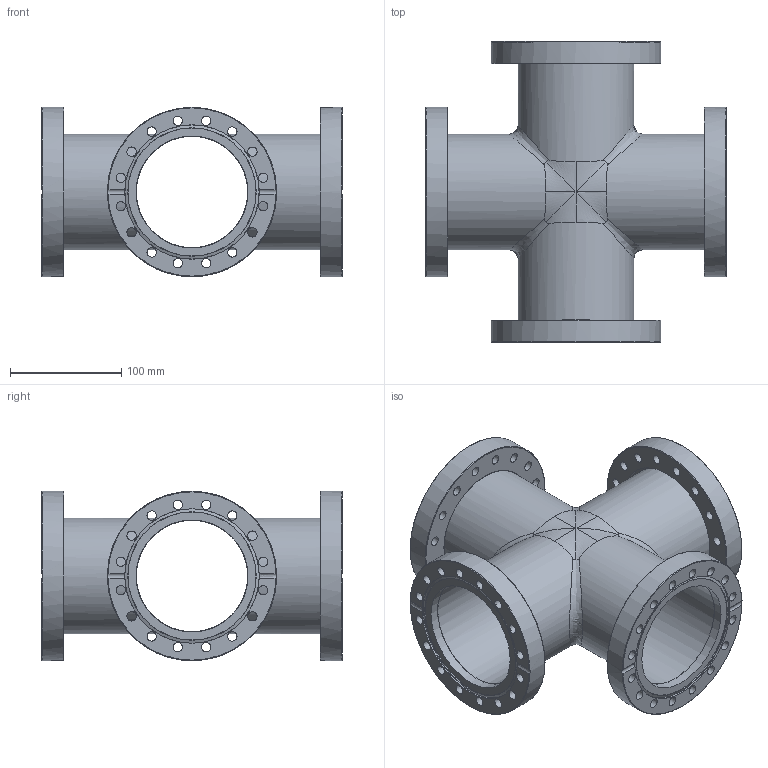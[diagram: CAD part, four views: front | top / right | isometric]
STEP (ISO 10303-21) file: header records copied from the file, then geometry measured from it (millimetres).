
FILE_DESCRIPTION((''),'2;1');
FILE_NAME('X100RS-304.stp','2009-04-30T15:25:35',('hasers'),(''),'Autodesk Inventor 2008','Autodesk Inventor 2008','');
FILE_SCHEMA(('AUTOMOTIVE_DESIGN { 1 0 10303 214 1 1 1 1 }'));
Length unit declared in the file: millimetre
Products named in the file (5): X100RS-304; Rohre [Subject [Summary]=T-Collar][Keywords [Summary]=1.4301][Title [Summary]=X100-CF]; CF-07 [Keywords [Summary]=1.4301][Company [Summary]=Vacom][Title [Summary]=F100B104]; CF-R [Subject [Summary]=-304][Title [Summary]=F100RIB104]; CF-R [Subject [Summary]=-304][Title [Summary]=F100RO]
Assembly tree (7 placements, depth 2):
  X100RS-304
    Rohre [Subject [Summary]=T-Collar][Keywords [Summary]=1.4301][Title [Summary]=X100-CF]
    CF-07 [Keywords [Summary]=1.4301][Company [Summary]=Vacom][Title [Summary]=F100B104]  x2
    CF-R [Subject [Summary]=-304][Title [Summary]=F100RIB104]  x2
    CF-R [Subject [Summary]=-304][Title [Summary]=F100RO]  x2
Bounding box: 270 x 270 x 152 mm (x, y, z)
Volume: 929919.6 mm3; surface area: 439393.7 mm2
Topology: 7 solids, 7 shells, 204 faces, 585 edges, 397 vertices
Faces by surface type: bspline 120, cylinder 28, plane 24, torus 22, cone 10
Full cylindrical faces by diameter (mm): 100 x4, 100.5 x2, 104 x4, 104.3 x2, 120.4 x2, 120.6 x2, 121.2 x2, 152 x4
Entity records: 19979 total; most frequent: CARTESIAN_POINT 17204, ORIENTED_EDGE 500, DIRECTION 452, EDGE_LOOP 268, EDGE_CURVE 250, AXIS2_PLACEMENT_3D 222, VERTEX_POINT 194, CIRCLE 146
